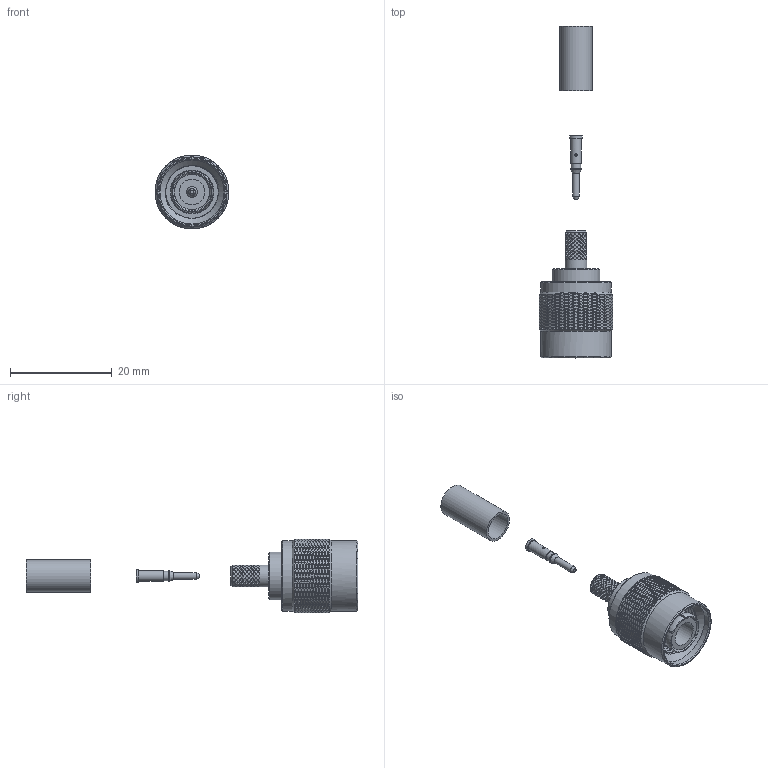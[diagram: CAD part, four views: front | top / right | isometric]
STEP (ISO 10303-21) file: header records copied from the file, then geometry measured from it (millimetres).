
FILE_DESCRIPTION(/* description */ ('Unknown'),/* implementation_level */ '2;1');
FILE_NAME(/* name */ '67046026212420',/* time_stamp */ '2023-03-20T15:27:47+01:00',/* author */ ('Unknown'),/* organization */ ('Unknown'),/* preprocessor_version */ 'ST-DEVELOPER v16.7',/* originating_system */ 'Solid Edge',/* authorisation */ 'Unknown');
FILE_SCHEMA (('AUTOMOTIVE_DESIGN {1 0 10303 214 3 1 1}'));
Length unit declared in the file: millimetre
Products named in the file (1): 67046026212420
Bounding box: 14.5 x 65.2 x 14.5 mm (x, y, z)
Volume: 1752.1 mm3; surface area: 4641.2 mm2
Topology: 3 solids, 3 shells, 3236 faces, 8313 edges, 5097 vertices
Faces by surface type: bspline 2188, cylinder 869, plane 135, cone 22, torus 14, sphere 8
Full cylindrical faces by diameter (mm): 0.5 x1, 1.1 x1, 1.33 x1, 1.85 x1, 2.1 x2, 2.15 x1, 2.5 x1, 3.1 x1, 3.9 x1, 4.3 x1, 5 x1, 5.35 x1, 5.4 x1, 6.4 x1, 6.9 x1, 6.95 x1, 7.6 x1, 7.8 x1, 8.4 x3, 8.65 x1, 8.85 x1, 9.4 x1, 11.45 x2, 12.3 x1, 12.6 x1, 12.9 x1, 12.95 x1, 13.8 x2
Entity records: 156635 total; most frequent: CARTESIAN_POINT 81831, ORIENTED_EDGE 16458, EDGE_CURVE 8229, B_SPLINE_CURVE_WITH_KNOTS 6128, VERTEX_POINT 5076, FACE_BOUND 3319, EDGE_LOOP 3318, ADVANCED_FACE 3236
